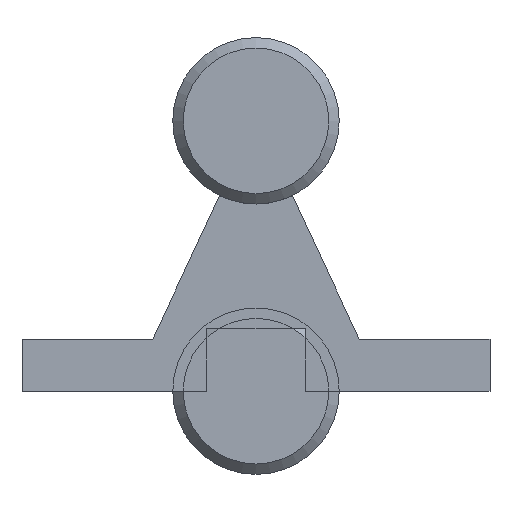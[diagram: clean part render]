
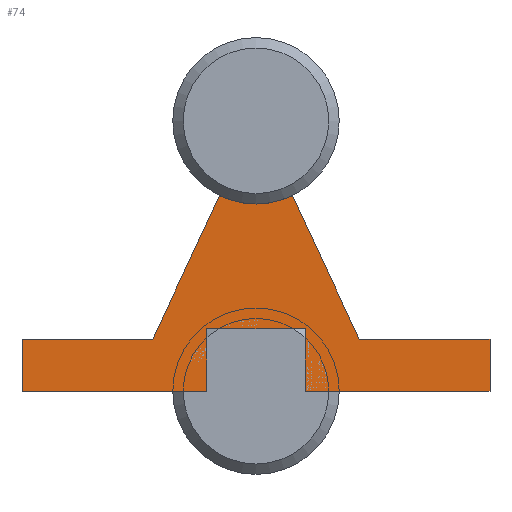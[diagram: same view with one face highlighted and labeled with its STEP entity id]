
A CAD part, front view. The second image highlights one B-rep face of the part: STEP entity #74.
In plain terms, the highlighted planar face has unit normal (0, -1, 0).
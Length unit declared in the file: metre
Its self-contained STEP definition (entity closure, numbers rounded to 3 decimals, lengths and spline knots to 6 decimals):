
#74 = ADVANCED_FACE( '', ( #158 ), #159, .T. );
#158 = FACE_OUTER_BOUND( '', #288, .T. );
#159 = PLANE( '', #289 );
#288 = EDGE_LOOP( '', ( #425, #426, #427, #428, #429, #430, #431, #432, #433, #434, #435, #436 ) );
#289 = AXIS2_PLACEMENT_3D( '', #437, #438, #439 );
#425 = ORIENTED_EDGE( '', *, *, #649, .F. );
#426 = ORIENTED_EDGE( '', *, *, #650, .T. );
#427 = ORIENTED_EDGE( '', *, *, #651, .T. );
#428 = ORIENTED_EDGE( '', *, *, #652, .T. );
#429 = ORIENTED_EDGE( '', *, *, #653, .F. );
#430 = ORIENTED_EDGE( '', *, *, #654, .F. );
#431 = ORIENTED_EDGE( '', *, *, #655, .F. );
#432 = ORIENTED_EDGE( '', *, *, #645, .F. );
#433 = ORIENTED_EDGE( '', *, *, #635, .F. );
#434 = ORIENTED_EDGE( '', *, *, #656, .F. );
#435 = ORIENTED_EDGE( '', *, *, #657, .F. );
#436 = ORIENTED_EDGE( '', *, *, #658, .F. );
#437 = CARTESIAN_POINT( '', ( 0., 0., 0.026 ) );
#438 = DIRECTION( '', ( 0., -1., 0. ) );
#439 = DIRECTION( '', ( 0., 0., -1. ) );
#635 = EDGE_CURVE( '', #733, #734, #735, .T. );
#645 = EDGE_CURVE( '', #734, #751, #752, .T. );
#649 = EDGE_CURVE( '', #757, #758, #759, .T. );
#650 = EDGE_CURVE( '', #757, #760, #761, .T. );
#651 = EDGE_CURVE( '', #760, #762, #763, .T. );
#652 = EDGE_CURVE( '', #762, #764, #765, .T. );
#653 = EDGE_CURVE( '', #766, #764, #767, .T. );
#654 = EDGE_CURVE( '', #768, #766, #769, .T. );
#655 = EDGE_CURVE( '', #751, #768, #770, .T. );
#656 = EDGE_CURVE( '', #771, #733, #772, .T. );
#657 = EDGE_CURVE( '', #773, #771, #774, .T. );
#658 = EDGE_CURVE( '', #758, #773, #775, .T. );
#733 = VERTEX_POINT( '', #1007 );
#734 = VERTEX_POINT( '', #1008 );
#735 = CIRCLE( '', #1009, 0.008 );
#751 = VERTEX_POINT( '', #1149 );
#752 = LINE( '', #1150, #1151 );
#757 = VERTEX_POINT( '', #1158 );
#758 = VERTEX_POINT( '', #1159 );
#759 = LINE( '', #1160, #1161 );
#760 = VERTEX_POINT( '', #1162 );
#761 = LINE( '', #1163, #1164 );
#762 = VERTEX_POINT( '', #1165 );
#763 = LINE( '', #1166, #1167 );
#764 = VERTEX_POINT( '', #1168 );
#765 = LINE( '', #1169, #1170 );
#766 = VERTEX_POINT( '', #1171 );
#767 = LINE( '', #1172, #1173 );
#768 = VERTEX_POINT( '', #1174 );
#769 = LINE( '', #1175, #1176 );
#770 = LINE( '', #1177, #1178 );
#771 = VERTEX_POINT( '', #1179 );
#772 = LINE( '', #1180, #1181 );
#773 = VERTEX_POINT( '', #1182 );
#774 = LINE( '', #1183, #1184 );
#775 = LINE( '', #1185, #1186 );
#1007 = CARTESIAN_POINT( '', ( -0.0035, 0., 0.018806 ) );
#1008 = CARTESIAN_POINT( '', ( 0.0035, 0., 0.018806 ) );
#1009 = AXIS2_PLACEMENT_3D( '', #1295, #1296, #1297 );
#1149 = CARTESIAN_POINT( '', ( 0.009938, 0., 0.005 ) );
#1150 = CARTESIAN_POINT( '', ( 0.009938, 0., 0.005 ) );
#1151 = VECTOR( '', #1309, 1. );
#1158 = CARTESIAN_POINT( '', ( -0.00475, 0., 0. ) );
#1159 = CARTESIAN_POINT( '', ( -0.0225, 0., 0. ) );
#1160 = CARTESIAN_POINT( '', ( 0.0225, 0., 0. ) );
#1161 = VECTOR( '', #1312, 1. );
#1162 = CARTESIAN_POINT( '', ( -0.00475, 0., 0.006 ) );
#1163 = CARTESIAN_POINT( '', ( -0.00475, 0., 0. ) );
#1164 = VECTOR( '', #1313, 1. );
#1165 = CARTESIAN_POINT( '', ( 0.00475, 0., 0.006 ) );
#1166 = CARTESIAN_POINT( '', ( -0.00475, 0., 0.006 ) );
#1167 = VECTOR( '', #1314, 1. );
#1168 = CARTESIAN_POINT( '', ( 0.00475, 0., 0. ) );
#1169 = CARTESIAN_POINT( '', ( 0.00475, 0., 0.006 ) );
#1170 = VECTOR( '', #1315, 1. );
#1171 = CARTESIAN_POINT( '', ( 0.0225, 0., 0. ) );
#1172 = CARTESIAN_POINT( '', ( 0.0225, 0., 0. ) );
#1173 = VECTOR( '', #1316, 1. );
#1174 = CARTESIAN_POINT( '', ( 0.0225, 0., 0.005 ) );
#1175 = CARTESIAN_POINT( '', ( 0.0225, 0., 0. ) );
#1176 = VECTOR( '', #1317, 1. );
#1177 = CARTESIAN_POINT( '', ( 0.0225, 0., 0.005 ) );
#1178 = VECTOR( '', #1318, 1. );
#1179 = CARTESIAN_POINT( '', ( -0.009938, 0., 0.005 ) );
#1180 = CARTESIAN_POINT( '', ( -0.009938, 0., 0.005 ) );
#1181 = VECTOR( '', #1319, 1. );
#1182 = CARTESIAN_POINT( '', ( -0.0225, 0., 0.005 ) );
#1183 = CARTESIAN_POINT( '', ( -0.0225, 0., 0.005 ) );
#1184 = VECTOR( '', #1320, 1. );
#1185 = CARTESIAN_POINT( '', ( -0.0225, 0., 0. ) );
#1186 = VECTOR( '', #1321, 1. );
#1295 = CARTESIAN_POINT( '', ( 0., 0., 0.026 ) );
#1296 = DIRECTION( '', ( 0., -1., 0. ) );
#1297 = DIRECTION( '', ( 1., 0., 0. ) );
#1309 = DIRECTION( '', ( 0.423, 0., -0.906 ) );
#1312 = DIRECTION( '', ( -1., 0., 0. ) );
#1313 = DIRECTION( '', ( 0., 0., 1. ) );
#1314 = DIRECTION( '', ( 1., 0., 0. ) );
#1315 = DIRECTION( '', ( 0., 0., -1. ) );
#1316 = DIRECTION( '', ( -1., 0., 0. ) );
#1317 = DIRECTION( '', ( 0., 0., -1. ) );
#1318 = DIRECTION( '', ( 1., 0., 0. ) );
#1319 = DIRECTION( '', ( 0.423, 0., 0.906 ) );
#1320 = DIRECTION( '', ( 1., 0., 0. ) );
#1321 = DIRECTION( '', ( 0., 0., 1. ) );
